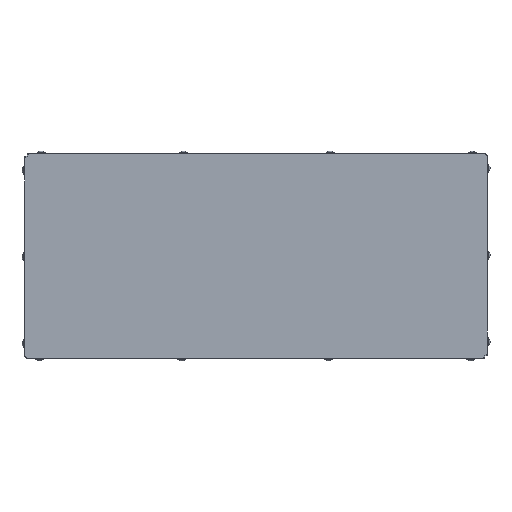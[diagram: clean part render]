
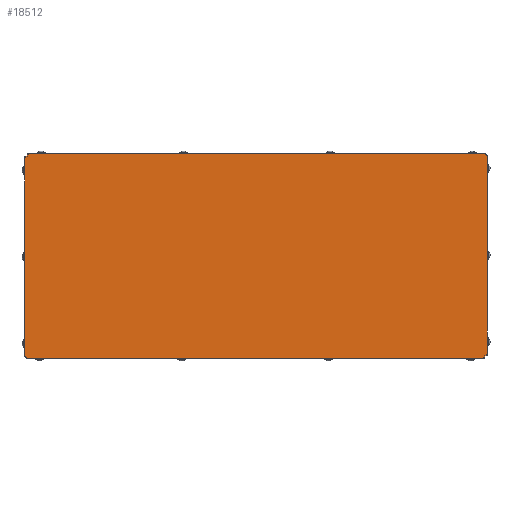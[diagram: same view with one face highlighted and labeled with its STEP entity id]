
A CAD part, left-side view. The second image highlights one B-rep face of the part: STEP entity #18512.
In plain terms, the highlighted planar face has unit normal (-1, 0, 0).
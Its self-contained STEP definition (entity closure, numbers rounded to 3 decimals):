
#63=CARTESIAN_POINT('Vertex',(-30.,513.,2.)) ;
#66=CARTESIAN_POINT('Line Origine',(-30.,256.9,2.)) ;
#70=CARTESIAN_POINT('Vertex',(-30.,0.8,2.)) ;
#500=CARTESIAN_POINT('Axis2P3D Location',(-30.,0.8,-0.8)) ;
#504=CARTESIAN_POINT('Vertex',(-30.,-2.,-0.8)) ;
#531=CARTESIAN_POINT('Line Origine',(-30.,513.,-111.5)) ;
#535=CARTESIAN_POINT('Vertex',(-30.,513.,0.8)) ;
#1686=CARTESIAN_POINT('Line Origine',(-30.,-2.,-111.9)) ;
#1690=CARTESIAN_POINT('Vertex',(-30.,-2.,-223.)) ;
#1827=CARTESIAN_POINT('Line Origine',(-30.,255.5,-223.)) ;
#1831=CARTESIAN_POINT('Vertex',(-30.,-0.8,-223.)) ;
#9126=CARTESIAN_POINT('Line Origine',(-30.,-0.8,-224.)) ;
#9130=CARTESIAN_POINT('Vertex',(-30.,-0.8,-225.)) ;
#9155=CARTESIAN_POINT('Vertex',(-30.,0.6,-226.3)) ;
#9158=CARTESIAN_POINT('Line Origine',(-30.,1.6,-226.3)) ;
#9162=CARTESIAN_POINT('Vertex',(-30.,2.6,-226.3)) ;
#9187=CARTESIAN_POINT('Vertex',(-30.,516.4,-2.5)) ;
#9190=CARTESIAN_POINT('Line Origine',(-30.,516.4,-1.5)) ;
#9194=CARTESIAN_POINT('Vertex',(-30.,516.4,-0.5)) ;
#9217=CARTESIAN_POINT('Vertex',(-30.,515.,0.8)) ;
#9220=CARTESIAN_POINT('Line Origine',(-30.,514.,0.8)) ;
#9397=CARTESIAN_POINT('Vertex',(-30.,2.6,-227.5)) ;
#9400=CARTESIAN_POINT('Line Origine',(-30.,258.7,-227.5)) ;
#9404=CARTESIAN_POINT('Vertex',(-30.,514.8,-227.5)) ;
#9834=CARTESIAN_POINT('Axis2P3D Location',(-30.,514.8,-224.7)) ;
#9838=CARTESIAN_POINT('Vertex',(-30.,517.6,-224.7)) ;
#9865=CARTESIAN_POINT('Line Origine',(-30.,2.6,-114.)) ;
#11002=CARTESIAN_POINT('Line Origine',(-30.,517.6,-113.6)) ;
#11006=CARTESIAN_POINT('Vertex',(-30.,517.6,-2.5)) ;
#11141=CARTESIAN_POINT('Line Origine',(-30.,260.1,-2.5)) ;
#18463=CARTESIAN_POINT('Axis2P3D Location',(-30.,0.,0.)) ;
#18468=CARTESIAN_POINT('Line Origine',(-30.,515.,0.15)) ;
#18472=CARTESIAN_POINT('Vertex',(-30.,515.,-0.5)) ;
#18475=CARTESIAN_POINT('Line Origine',(-30.,515.7,-0.5)) ;
#18480=CARTESIAN_POINT('Line Origine',(-30.,0.6,-225.65)) ;
#18484=CARTESIAN_POINT('Vertex',(-30.,0.6,-225.)) ;
#18487=CARTESIAN_POINT('Line Origine',(-30.,-0.1,-225.)) ;
#68=VECTOR('Line Direction',#67,1.) ;
#533=VECTOR('Line Direction',#532,1.) ;
#1688=VECTOR('Line Direction',#1687,1.) ;
#1829=VECTOR('Line Direction',#1828,1.) ;
#9128=VECTOR('Line Direction',#9127,1.) ;
#9160=VECTOR('Line Direction',#9159,1.) ;
#9192=VECTOR('Line Direction',#9191,1.) ;
#9222=VECTOR('Line Direction',#9221,1.) ;
#9402=VECTOR('Line Direction',#9401,1.) ;
#9867=VECTOR('Line Direction',#9866,1.) ;
#11004=VECTOR('Line Direction',#11003,1.) ;
#11143=VECTOR('Line Direction',#11142,1.) ;
#18470=VECTOR('Line Direction',#18469,1.) ;
#18477=VECTOR('Line Direction',#18476,1.) ;
#18482=VECTOR('Line Direction',#18481,1.) ;
#18489=VECTOR('Line Direction',#18488,1.) ;
#67=DIRECTION('Vector Direction',(0.,1.,0.)) ;
#501=DIRECTION('Axis2P3D Direction',(1.,0.,0.)) ;
#532=DIRECTION('Vector Direction',(0.,0.,-1.)) ;
#1687=DIRECTION('Vector Direction',(0.,0.,1.)) ;
#1828=DIRECTION('Vector Direction',(0.,1.,0.)) ;
#9127=DIRECTION('Vector Direction',(0.,0.,-1.)) ;
#9159=DIRECTION('Vector Direction',(0.,-1.,0.)) ;
#9191=DIRECTION('Vector Direction',(0.,0.,1.)) ;
#9221=DIRECTION('Vector Direction',(0.,1.,0.)) ;
#9401=DIRECTION('Vector Direction',(0.,-1.,0.)) ;
#9835=DIRECTION('Axis2P3D Direction',(1.,0.,0.)) ;
#9866=DIRECTION('Vector Direction',(0.,0.,1.)) ;
#11003=DIRECTION('Vector Direction',(0.,0.,-1.)) ;
#11142=DIRECTION('Vector Direction',(0.,-1.,0.)) ;
#18464=DIRECTION('Axis2P3D Direction',(1.,0.,0.)) ;
#18465=DIRECTION('Axis2P3D XDirection',(0.,1.,0.)) ;
#18469=DIRECTION('Vector Direction',(0.,0.,-1.)) ;
#18476=DIRECTION('Vector Direction',(0.,-1.,0.)) ;
#18481=DIRECTION('Vector Direction',(0.,0.,1.)) ;
#18488=DIRECTION('Vector Direction',(0.,1.,0.)) ;
#502=AXIS2_PLACEMENT_3D('Circle Axis2P3D',#500,#501,$) ;
#9836=AXIS2_PLACEMENT_3D('Circle Axis2P3D',#9834,#9835,$) ;
#18466=AXIS2_PLACEMENT_3D('Plane Axis2P3D',#18463,#18464,#18465) ;
#69=LINE('Line',#66,#68) ;
#534=LINE('Line',#531,#533) ;
#1689=LINE('Line',#1686,#1688) ;
#1830=LINE('Line',#1827,#1829) ;
#9129=LINE('Line',#9126,#9128) ;
#9161=LINE('Line',#9158,#9160) ;
#9193=LINE('Line',#9190,#9192) ;
#9223=LINE('Line',#9220,#9222) ;
#9403=LINE('Line',#9400,#9402) ;
#9868=LINE('Line',#9865,#9867) ;
#11005=LINE('Line',#11002,#11004) ;
#11144=LINE('Line',#11141,#11143) ;
#18471=LINE('Line',#18468,#18470) ;
#18478=LINE('Line',#18475,#18477) ;
#18483=LINE('Line',#18480,#18482) ;
#18490=LINE('Line',#18487,#18489) ;
#503=CIRCLE('generated circle',#502,2.8) ;
#9837=CIRCLE('generated circle',#9836,2.8) ;
#18467=PLANE('',#18466) ;
#72=EDGE_CURVE('',#64,#71,#69,.F.) ;
#506=EDGE_CURVE('',#71,#505,#503,.T.) ;
#537=EDGE_CURVE('',#536,#64,#534,.F.) ;
#1692=EDGE_CURVE('',#505,#1691,#1689,.F.) ;
#1833=EDGE_CURVE('',#1691,#1832,#1830,.T.) ;
#9132=EDGE_CURVE('',#1832,#9131,#9129,.T.) ;
#9164=EDGE_CURVE('',#9163,#9156,#9161,.T.) ;
#9196=EDGE_CURVE('',#9188,#9195,#9193,.T.) ;
#9224=EDGE_CURVE('',#536,#9218,#9223,.T.) ;
#9406=EDGE_CURVE('',#9398,#9405,#9403,.F.) ;
#9840=EDGE_CURVE('',#9405,#9839,#9837,.T.) ;
#9869=EDGE_CURVE('',#9163,#9398,#9868,.F.) ;
#11008=EDGE_CURVE('',#9839,#11007,#11005,.F.) ;
#11145=EDGE_CURVE('',#11007,#9188,#11144,.T.) ;
#18474=EDGE_CURVE('',#9218,#18473,#18471,.T.) ;
#18479=EDGE_CURVE('',#9195,#18473,#18478,.T.) ;
#18486=EDGE_CURVE('',#9156,#18485,#18483,.T.) ;
#18491=EDGE_CURVE('',#9131,#18485,#18490,.T.) ;
#18493=ORIENTED_EDGE('',*,*,#9224,.T.) ;
#18494=ORIENTED_EDGE('',*,*,#18474,.T.) ;
#18495=ORIENTED_EDGE('',*,*,#18479,.F.) ;
#18496=ORIENTED_EDGE('',*,*,#9196,.F.) ;
#18497=ORIENTED_EDGE('',*,*,#11145,.F.) ;
#18498=ORIENTED_EDGE('',*,*,#11008,.F.) ;
#18499=ORIENTED_EDGE('',*,*,#9840,.F.) ;
#18500=ORIENTED_EDGE('',*,*,#9406,.F.) ;
#18501=ORIENTED_EDGE('',*,*,#9869,.F.) ;
#18502=ORIENTED_EDGE('',*,*,#9164,.T.) ;
#18503=ORIENTED_EDGE('',*,*,#18486,.T.) ;
#18504=ORIENTED_EDGE('',*,*,#18491,.F.) ;
#18505=ORIENTED_EDGE('',*,*,#9132,.F.) ;
#18506=ORIENTED_EDGE('',*,*,#1833,.F.) ;
#18507=ORIENTED_EDGE('',*,*,#1692,.F.) ;
#18508=ORIENTED_EDGE('',*,*,#506,.F.) ;
#18509=ORIENTED_EDGE('',*,*,#72,.F.) ;
#18510=ORIENTED_EDGE('',*,*,#537,.F.) ;
#18492=EDGE_LOOP('',(#18493,#18494,#18495,#18496,#18497,#18498,#18499,#18500,#18501,#18502,#18503,#18504,#18505,#18506,#18507,#18508,#18509,#18510)) ;
#64=VERTEX_POINT('',#63) ;
#71=VERTEX_POINT('',#70) ;
#505=VERTEX_POINT('',#504) ;
#536=VERTEX_POINT('',#535) ;
#1691=VERTEX_POINT('',#1690) ;
#1832=VERTEX_POINT('',#1831) ;
#9131=VERTEX_POINT('',#9130) ;
#9156=VERTEX_POINT('',#9155) ;
#9163=VERTEX_POINT('',#9162) ;
#9188=VERTEX_POINT('',#9187) ;
#9195=VERTEX_POINT('',#9194) ;
#9218=VERTEX_POINT('',#9217) ;
#9398=VERTEX_POINT('',#9397) ;
#9405=VERTEX_POINT('',#9404) ;
#9839=VERTEX_POINT('',#9838) ;
#11007=VERTEX_POINT('',#11006) ;
#18473=VERTEX_POINT('',#18472) ;
#18485=VERTEX_POINT('',#18484) ;
#18512=ADVANCED_FACE('PartBody',(#18511),#18467,.F.) ;
#18511=FACE_OUTER_BOUND('',#18492,.T.) ;
